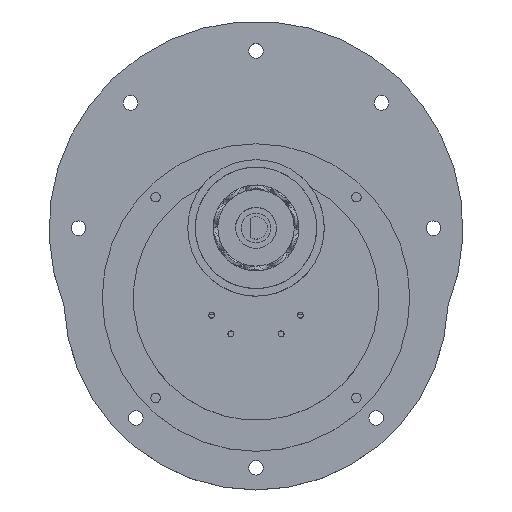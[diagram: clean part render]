
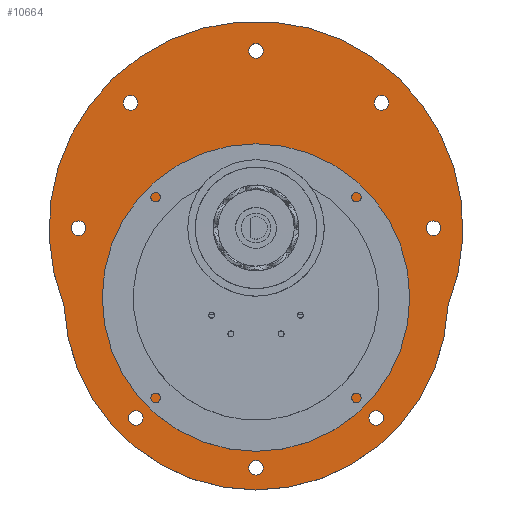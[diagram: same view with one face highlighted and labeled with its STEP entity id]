
A CAD part, top view. The second image highlights one B-rep face of the part: STEP entity #10664.
In plain terms, the highlighted planar face has unit normal (0, 0, 1).
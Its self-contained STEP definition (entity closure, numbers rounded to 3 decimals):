
#168=FACE_BOUND('',#1457,.T.);
#169=FACE_BOUND('',#1458,.T.);
#170=FACE_BOUND('',#1459,.T.);
#171=FACE_BOUND('',#1460,.T.);
#172=FACE_BOUND('',#1461,.T.);
#173=FACE_BOUND('',#1462,.T.);
#174=FACE_BOUND('',#1463,.T.);
#175=FACE_BOUND('',#1464,.T.);
#176=FACE_BOUND('',#1465,.T.);
#288=PLANE('',#11516);
#848=FACE_OUTER_BOUND('',#1456,.T.);
#1456=EDGE_LOOP('',(#7649,#7650));
#1457=EDGE_LOOP('',(#7651,#7652));
#1458=EDGE_LOOP('',(#7653,#7654));
#1459=EDGE_LOOP('',(#7655,#7656));
#1460=EDGE_LOOP('',(#7657,#7658));
#1461=EDGE_LOOP('',(#7659,#7660));
#1462=EDGE_LOOP('',(#7661,#7662));
#1463=EDGE_LOOP('',(#7663,#7664));
#1464=EDGE_LOOP('',(#7665,#7666));
#1465=EDGE_LOOP('',(#7667,#7668));
#4055=CIRCLE('',#11489,65.);
#4056=CIRCLE('',#11491,70.);
#4057=CIRCLE('',#11493,2.479);
#4058=CIRCLE('',#11494,2.479);
#4059=CIRCLE('',#11496,2.479);
#4060=CIRCLE('',#11497,2.479);
#4061=CIRCLE('',#11499,2.479);
#4062=CIRCLE('',#11500,2.479);
#4063=CIRCLE('',#11502,2.479);
#4064=CIRCLE('',#11503,2.479);
#4065=CIRCLE('',#11505,2.479);
#4066=CIRCLE('',#11506,2.479);
#4067=CIRCLE('',#11508,2.479);
#4068=CIRCLE('',#11509,2.479);
#4069=CIRCLE('',#11511,2.479);
#4070=CIRCLE('',#11512,2.479);
#4071=CIRCLE('',#11514,2.479);
#4072=CIRCLE('',#11515,2.479);
#4073=CIRCLE('',#11517,46.5);
#4074=CIRCLE('',#11518,46.5);
#4640=VERTEX_POINT('',#16154);
#4641=VERTEX_POINT('',#16156);
#4642=VERTEX_POINT('',#16162);
#4643=VERTEX_POINT('',#16163);
#4644=VERTEX_POINT('',#16168);
#4645=VERTEX_POINT('',#16169);
#4646=VERTEX_POINT('',#16174);
#4647=VERTEX_POINT('',#16175);
#4648=VERTEX_POINT('',#16180);
#4649=VERTEX_POINT('',#16181);
#4650=VERTEX_POINT('',#16186);
#4651=VERTEX_POINT('',#16187);
#4652=VERTEX_POINT('',#16192);
#4653=VERTEX_POINT('',#16193);
#4654=VERTEX_POINT('',#16198);
#4655=VERTEX_POINT('',#16199);
#4656=VERTEX_POINT('',#16204);
#4657=VERTEX_POINT('',#16205);
#4658=VERTEX_POINT('',#16210);
#4659=VERTEX_POINT('',#16211);
#5786=EDGE_CURVE('',#4641,#4640,#4055,.T.);
#5788=EDGE_CURVE('',#4640,#4641,#4056,.T.);
#5789=EDGE_CURVE('',#4642,#4643,#4057,.T.);
#5790=EDGE_CURVE('',#4643,#4642,#4058,.T.);
#5792=EDGE_CURVE('',#4644,#4645,#4059,.T.);
#5793=EDGE_CURVE('',#4645,#4644,#4060,.T.);
#5795=EDGE_CURVE('',#4646,#4647,#4061,.T.);
#5796=EDGE_CURVE('',#4647,#4646,#4062,.T.);
#5798=EDGE_CURVE('',#4648,#4649,#4063,.T.);
#5799=EDGE_CURVE('',#4649,#4648,#4064,.T.);
#5801=EDGE_CURVE('',#4650,#4651,#4065,.T.);
#5802=EDGE_CURVE('',#4651,#4650,#4066,.T.);
#5804=EDGE_CURVE('',#4652,#4653,#4067,.T.);
#5805=EDGE_CURVE('',#4653,#4652,#4068,.T.);
#5807=EDGE_CURVE('',#4654,#4655,#4069,.T.);
#5808=EDGE_CURVE('',#4655,#4654,#4070,.T.);
#5810=EDGE_CURVE('',#4656,#4657,#4071,.T.);
#5811=EDGE_CURVE('',#4657,#4656,#4072,.T.);
#5813=EDGE_CURVE('',#4658,#4659,#4073,.T.);
#5814=EDGE_CURVE('',#4659,#4658,#4074,.T.);
#7649=ORIENTED_EDGE('',*,*,#5786,.T.);
#7650=ORIENTED_EDGE('',*,*,#5788,.T.);
#7651=ORIENTED_EDGE('',*,*,#5810,.T.);
#7652=ORIENTED_EDGE('',*,*,#5811,.T.);
#7653=ORIENTED_EDGE('',*,*,#5807,.T.);
#7654=ORIENTED_EDGE('',*,*,#5808,.T.);
#7655=ORIENTED_EDGE('',*,*,#5798,.T.);
#7656=ORIENTED_EDGE('',*,*,#5799,.T.);
#7657=ORIENTED_EDGE('',*,*,#5804,.T.);
#7658=ORIENTED_EDGE('',*,*,#5805,.T.);
#7659=ORIENTED_EDGE('',*,*,#5801,.T.);
#7660=ORIENTED_EDGE('',*,*,#5802,.T.);
#7661=ORIENTED_EDGE('',*,*,#5795,.T.);
#7662=ORIENTED_EDGE('',*,*,#5796,.T.);
#7663=ORIENTED_EDGE('',*,*,#5792,.T.);
#7664=ORIENTED_EDGE('',*,*,#5793,.T.);
#7665=ORIENTED_EDGE('',*,*,#5789,.T.);
#7666=ORIENTED_EDGE('',*,*,#5790,.T.);
#7667=ORIENTED_EDGE('',*,*,#5813,.T.);
#7668=ORIENTED_EDGE('',*,*,#5814,.T.);
#10664=ADVANCED_FACE('',(#848,#168,#169,#170,#171,#172,#173,#174,#175,#176),
#288,.T.);
#11489=AXIS2_PLACEMENT_3D('',#16157,#13015,#13016);
#11491=AXIS2_PLACEMENT_3D('',#16160,#13020,#13021);
#11493=AXIS2_PLACEMENT_3D('',#16164,#13024,#13025);
#11494=AXIS2_PLACEMENT_3D('',#16165,#13026,#13027);
#11496=AXIS2_PLACEMENT_3D('',#16170,#13031,#13032);
#11497=AXIS2_PLACEMENT_3D('',#16171,#13033,#13034);
#11499=AXIS2_PLACEMENT_3D('',#16176,#13038,#13039);
#11500=AXIS2_PLACEMENT_3D('',#16177,#13040,#13041);
#11502=AXIS2_PLACEMENT_3D('',#16182,#13045,#13046);
#11503=AXIS2_PLACEMENT_3D('',#16183,#13047,#13048);
#11505=AXIS2_PLACEMENT_3D('',#16188,#13052,#13053);
#11506=AXIS2_PLACEMENT_3D('',#16189,#13054,#13055);
#11508=AXIS2_PLACEMENT_3D('',#16194,#13059,#13060);
#11509=AXIS2_PLACEMENT_3D('',#16195,#13061,#13062);
#11511=AXIS2_PLACEMENT_3D('',#16200,#13066,#13067);
#11512=AXIS2_PLACEMENT_3D('',#16201,#13068,#13069);
#11514=AXIS2_PLACEMENT_3D('',#16206,#13073,#13074);
#11515=AXIS2_PLACEMENT_3D('',#16207,#13075,#13076);
#11516=AXIS2_PLACEMENT_3D('',#16209,#13078,#13079);
#11517=AXIS2_PLACEMENT_3D('',#16212,#13080,#13081);
#11518=AXIS2_PLACEMENT_3D('',#16213,#13082,#13083);
#13015=DIRECTION('center_axis',(0.,0.,
1.));
#13016=DIRECTION('ref_axis',(-0.999,-0.04,0.));
#13020=DIRECTION('center_axis',(0.,0.,
1.));
#13021=DIRECTION('ref_axis',(0.928,-0.373,0.));
#13024=DIRECTION('center_axis',(0.,0.,
-1.));
#13025=DIRECTION('ref_axis',(1.,0.,0.));
#13026=DIRECTION('center_axis',(0.,0.,
-1.));
#13027=DIRECTION('ref_axis',(1.,0.,0.));
#13031=DIRECTION('center_axis',(0.,0.,
-1.));
#13032=DIRECTION('ref_axis',(1.,0.,0.));
#13033=DIRECTION('center_axis',(0.,0.,
-1.));
#13034=DIRECTION('ref_axis',(1.,0.,0.));
#13038=DIRECTION('center_axis',(0.,0.,
-1.));
#13039=DIRECTION('ref_axis',(1.,0.,0.));
#13040=DIRECTION('center_axis',(0.,0.,
-1.));
#13041=DIRECTION('ref_axis',(1.,0.,0.));
#13045=DIRECTION('center_axis',(0.,0.,
-1.));
#13046=DIRECTION('ref_axis',(1.,0.,0.));
#13047=DIRECTION('center_axis',(0.,0.,
-1.));
#13048=DIRECTION('ref_axis',(1.,0.,0.));
#13052=DIRECTION('center_axis',(0.,0.,
-1.));
#13053=DIRECTION('ref_axis',(1.,0.,0.));
#13054=DIRECTION('center_axis',(0.,0.,
-1.));
#13055=DIRECTION('ref_axis',(1.,0.,0.));
#13059=DIRECTION('center_axis',(0.,0.,
-1.));
#13060=DIRECTION('ref_axis',(1.,0.,0.));
#13061=DIRECTION('center_axis',(0.,0.,
-1.));
#13062=DIRECTION('ref_axis',(1.,0.,0.));
#13066=DIRECTION('center_axis',(0.,0.,
-1.));
#13067=DIRECTION('ref_axis',(1.,0.,0.));
#13068=DIRECTION('center_axis',(0.,0.,
-1.));
#13069=DIRECTION('ref_axis',(1.,0.,0.));
#13073=DIRECTION('center_axis',(0.,0.,
-1.));
#13074=DIRECTION('ref_axis',(1.,0.,0.));
#13075=DIRECTION('center_axis',(0.,0.,
-1.));
#13076=DIRECTION('ref_axis',(1.,0.,0.));
#13078=DIRECTION('center_axis',(0.,0.,
1.));
#13079=DIRECTION('ref_axis',(1.,0.,0.));
#13080=DIRECTION('center_axis',(0.,0.,
-1.));
#13081=DIRECTION('ref_axis',(1.,0.,0.));
#13082=DIRECTION('center_axis',(0.,0.,
-1.));
#13083=DIRECTION('ref_axis',(1.,0.,0.));
#16154=CARTESIAN_POINT('',(65.554,-16.302,14.));
#16156=CARTESIAN_POINT('',(-64.341,-16.302,14.));
#16157=CARTESIAN_POINT('Origin',(0.606,-13.69,14.));
#16160=CARTESIAN_POINT('Origin',(0.606,9.81,14.));
#16162=CARTESIAN_POINT('',(-37.573,-54.349,14.));
#16163=CARTESIAN_POINT('',(-42.532,-54.349,14.));
#16164=CARTESIAN_POINT('Origin',(-40.052,-54.349,14.));
#16165=CARTESIAN_POINT('Origin',(-40.052,-54.349,14.));
#16168=CARTESIAN_POINT('',(43.744,-54.349,14.));
#16169=CARTESIAN_POINT('',(38.786,-54.349,14.));
#16170=CARTESIAN_POINT('Origin',(41.265,-54.349,14.));
#16171=CARTESIAN_POINT('Origin',(41.265,-54.349,14.));
#16174=CARTESIAN_POINT('',(-56.914,9.81,14.));
#16175=CARTESIAN_POINT('',(-61.873,9.81,14.));
#16176=CARTESIAN_POINT('Origin',(-59.394,9.81,14.));
#16177=CARTESIAN_POINT('Origin',(-59.394,9.81,14.));
#16180=CARTESIAN_POINT('',(-39.341,52.236,14.));
#16181=CARTESIAN_POINT('',(-44.299,52.236,14.));
#16182=CARTESIAN_POINT('Origin',(-41.82,52.236,14.));
#16183=CARTESIAN_POINT('Origin',(-41.82,52.236,14.));
#16186=CARTESIAN_POINT('',(3.086,69.81,14.));
#16187=CARTESIAN_POINT('',(-1.873,69.81,14.));
#16188=CARTESIAN_POINT('Origin',(0.606,69.81,14.));
#16189=CARTESIAN_POINT('Origin',(0.606,69.81,14.));
#16192=CARTESIAN_POINT('',(45.512,52.236,14.));
#16193=CARTESIAN_POINT('',(40.553,52.236,14.));
#16194=CARTESIAN_POINT('Origin',(43.033,52.236,14.));
#16195=CARTESIAN_POINT('Origin',(43.033,52.236,14.));
#16198=CARTESIAN_POINT('',(63.086,9.81,14.));
#16199=CARTESIAN_POINT('',(58.127,9.81,14.));
#16200=CARTESIAN_POINT('Origin',(60.606,9.81,14.));
#16201=CARTESIAN_POINT('Origin',(60.606,9.81,14.));
#16204=CARTESIAN_POINT('',(3.086,-71.19,14.));
#16205=CARTESIAN_POINT('',(-1.873,-71.19,14.));
#16206=CARTESIAN_POINT('Origin',(0.606,-71.19,14.));
#16207=CARTESIAN_POINT('Origin',(0.606,-71.19,14.));
#16209=CARTESIAN_POINT('Origin',(0.606,0.56,14.));
#16210=CARTESIAN_POINT('',(47.106,-13.69,14.));
#16211=CARTESIAN_POINT('',(-45.894,-13.69,14.));
#16212=CARTESIAN_POINT('Origin',(0.606,-13.69,14.));
#16213=CARTESIAN_POINT('Origin',(0.606,-13.69,14.));
